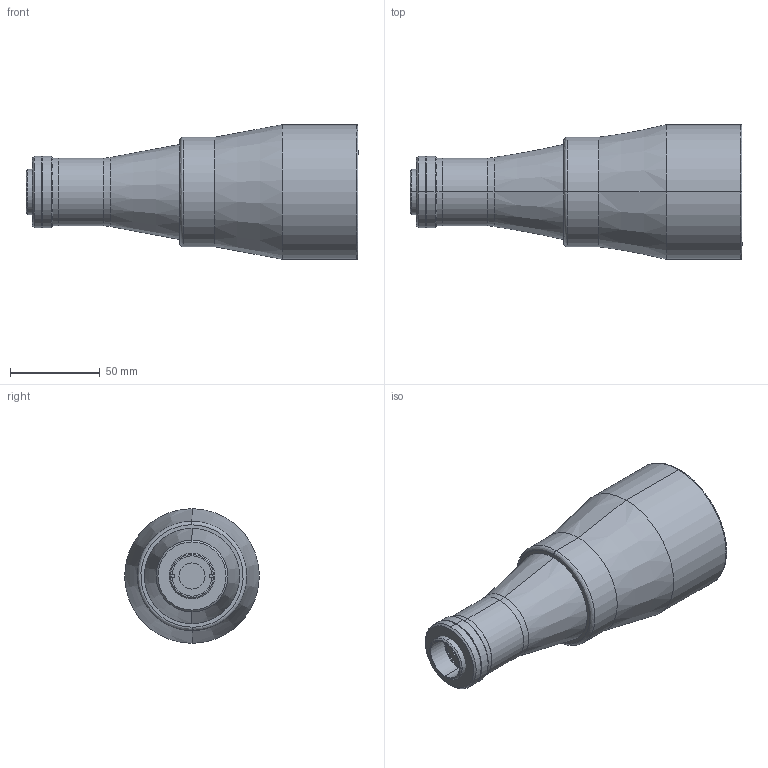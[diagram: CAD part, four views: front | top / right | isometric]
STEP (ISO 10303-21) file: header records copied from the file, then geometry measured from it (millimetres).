
FILE_DESCRIPTION (( 'STEP AP214' ), '1' );
FILE_NAME ('TC12048_s.STEP', '2011-02-18T08:44:40', ( '--' ), ( '' ), 'SwSTEP 2.0', 'SolidWorks 2010', '' );
FILE_SCHEMA (( 'AUTOMOTIVE_DESIGN' ));
Length unit declared in the file: millimetre
Products named in the file (1): TC12048_s
Bounding box: 185.02 x 75 x 75 mm (x, y, z)
Surface area: 51127.6 mm2 (no closed solid volume)
Topology: 0 solids, 11 shells, 74 faces, 212 edges, 154 vertices
Faces by surface type: cylinder 30, plane 23, cone 14, bspline 7
Entity records: 3448 total; most frequent: CARTESIAN_POINT 570, DIRECTION 486, ORIENTED_EDGE 348, AXIS2_PLACEMENT_3D 214, EDGE_CURVE 212, VERTEX_POINT 154, CIRCLE 146, EDGE_LOOP 103
